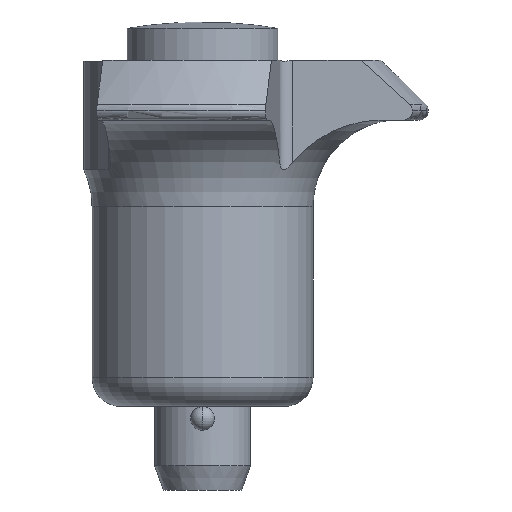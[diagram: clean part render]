
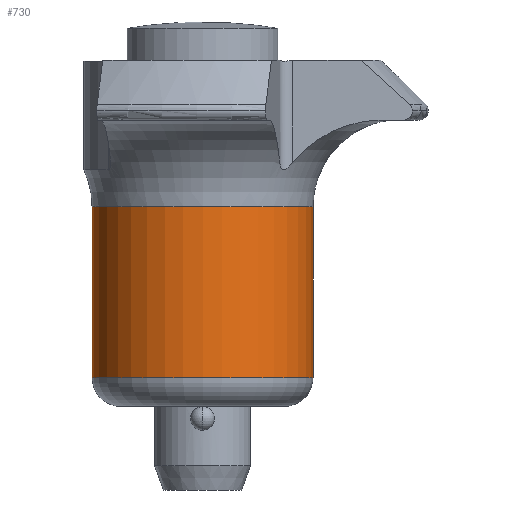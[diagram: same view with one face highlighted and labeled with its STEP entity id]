
A CAD part, front view. The second image highlights one B-rep face of the part: STEP entity #730.
In plain terms, the highlighted cylindrical face has radius 11.5 mm (diameter 23 mm), a partial arc.
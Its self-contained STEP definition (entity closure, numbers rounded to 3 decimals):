
#312=EDGE_CURVE('',#784,#812,#904,.T.);
#730=ADVANCED_FACE('',(#1354),#1355,.T.);
#756=VERTEX_POINT('',#1384);
#764=VERTEX_POINT('',#1393);
#770=EDGE_CURVE('',#764,#756,#1399,.T.);
#784=VERTEX_POINT('',#1415);
#812=VERTEX_POINT('',#1447);
#816=EDGE_CURVE('',#764,#812,#1451,.T.);
#850=EDGE_CURVE('',#756,#784,#1492,.T.);
#904=LINE('',#1545,#1546);
#1354=FACE_OUTER_BOUND('',#2652,.T.);
#1355=CYLINDRICAL_SURFACE('',#2653,11.5);
#1384=CARTESIAN_POINT('',(-11.5,0.,19.552));
#1393=CARTESIAN_POINT('',(-11.5,0.,1.759));
#1399=LINE('',#2754,#2755);
#1415=CARTESIAN_POINT('',(11.5,0.,19.552));
#1447=CARTESIAN_POINT('',(11.5,0.,1.759));
#1451=CIRCLE('',#2839,11.5);
#1492=CIRCLE('',#2929,11.5);
#1545=CARTESIAN_POINT('',(11.5,0.,11.328));
#1546=VECTOR('',#2998,1.0);
#2652=EDGE_LOOP('',(#3463,#3464,#3465,#3466));
#2653=AXIS2_PLACEMENT_3D('',#3467,#3468,#3469);
#2754=CARTESIAN_POINT('',(-11.5,0.,11.328));
#2755=VECTOR('',#3510,1.0);
#2839=AXIS2_PLACEMENT_3D('',#3592,#3593,#3594);
#2929=AXIS2_PLACEMENT_3D('',#3662,#3663,#3664);
#2998=DIRECTION('',(-0.0,-0.0,-1.0));
#3463=ORIENTED_EDGE('',*,*,#770,.F.);
#3464=ORIENTED_EDGE('',*,*,#816,.T.);
#3465=ORIENTED_EDGE('',*,*,#312,.F.);
#3466=ORIENTED_EDGE('',*,*,#850,.F.);
#3467=CARTESIAN_POINT('',(0.,0.,11.328));
#3468=DIRECTION('',(-0.0,-0.0,-1.0));
#3469=DIRECTION('',(-1.0,0.,0.0));
#3510=DIRECTION('',(0.0,0.0,1.0));
#3592=CARTESIAN_POINT('',(0.,0.,1.759));
#3593=DIRECTION('',(0.0,0.0,1.0));
#3594=DIRECTION('',(-1.0,0.,0.0));
#3662=CARTESIAN_POINT('',(0.,0.,19.552));
#3663=DIRECTION('',(0.0,0.0,1.0));
#3664=DIRECTION('',(-1.0,0.,0.0));
